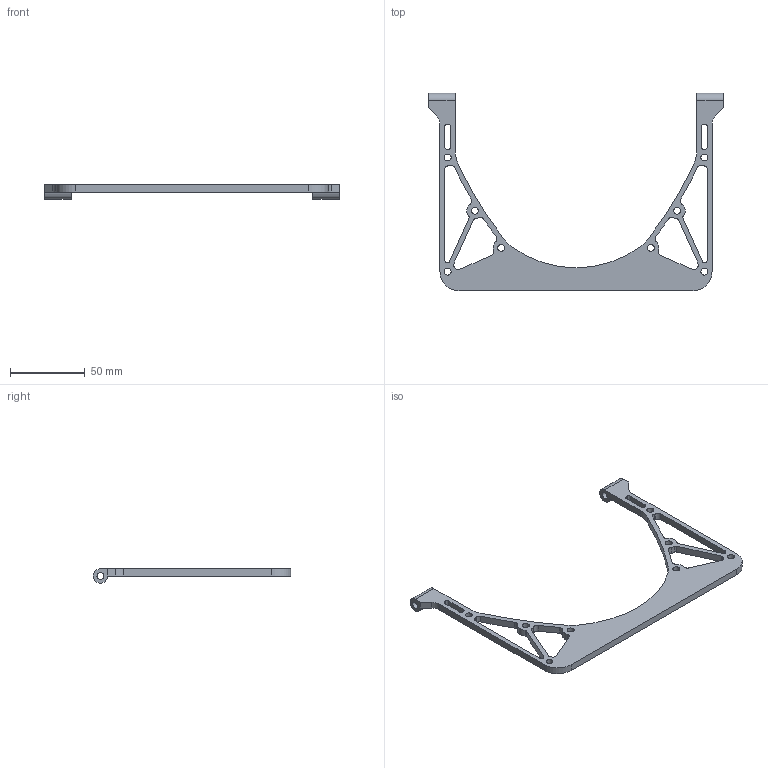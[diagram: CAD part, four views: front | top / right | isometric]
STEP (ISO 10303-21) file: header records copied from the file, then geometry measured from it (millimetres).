
FILE_DESCRIPTION(/* description */ (''),/* implementation_level */ '2;1');
FILE_NAME(/* name */ 'Mag Piece (Corrected).step',/* time_stamp */ '2024-06-27T21:10:58-05:00',/* author */ (''),/* organization */ (''),/* preprocessor_version */ 'ST-DEVELOPER v20',/* originating_system */ 'Autodesk Translation Framework v13.14.0.145',/* authorisation */ '');
FILE_SCHEMA (('AUTOMOTIVE_DESIGN { 1 0 10303 214 3 1 1 }'));
Length unit declared in the file: inch
Products named in the file (1): 3D Printed Mag Piece_Corrected v4(Mirror)
Bounding box: 196.85 x 131.76 x 9.53 mm (x, y, z)
Volume: 28246 mm3; surface area: 19351.9 mm2
Topology: 1 solids, 1 shells, 96 faces, 280 edges, 186 vertices
Faces by surface type: cylinder 71, plane 25
Full cylindrical faces by diameter (mm): 4.623 x10
Entity records: 3356 total; most frequent: DIRECTION 616, CARTESIAN_POINT 563, ORIENTED_EDGE 560, EDGE_CURVE 280, AXIS2_PLACEMENT_3D 239, VERTEX_POINT 186, CIRCLE 142, LINE 138
